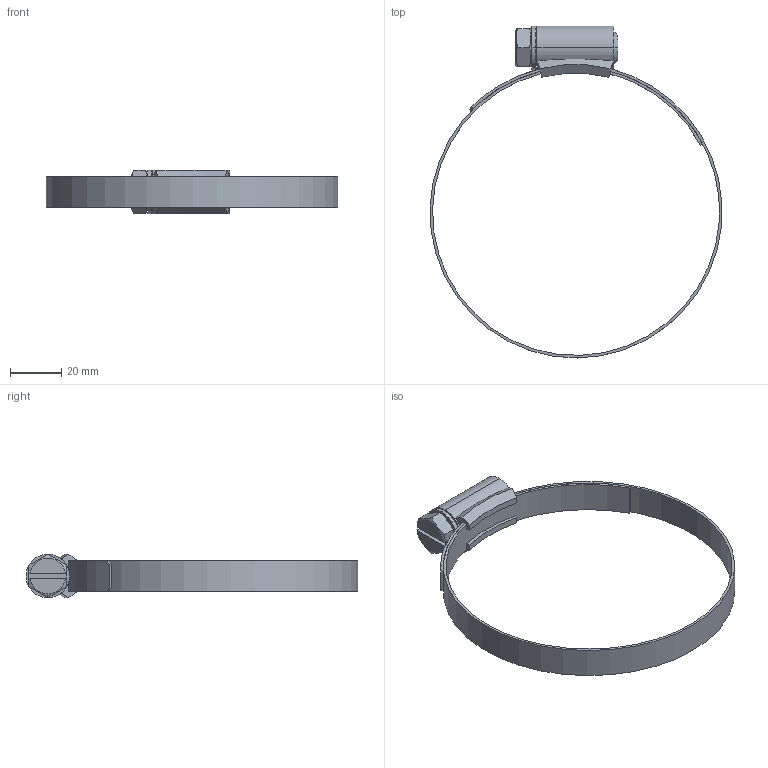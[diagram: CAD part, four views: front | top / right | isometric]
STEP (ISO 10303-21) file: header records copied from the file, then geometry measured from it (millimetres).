
FILE_DESCRIPTION (( 'STEP AP203' ), '1' );
FILE_NAME ('3D-R148_87-112_171781280.STEP', '2024-08-31T18:28:48', ( '' ), ( '' ), 'SwSTEP 2.0', 'SolidWorks 2024', '' );
FILE_SCHEMA (( 'CONFIG_CONTROL_DESIGN' ));
Length unit declared in the file: millimetre
Products named in the file (1): 3D-R148_87-112_171781280
Bounding box: 113.83 x 129.47 x 17 mm (x, y, z)
Volume: 14319.3 mm3; surface area: 15916.4 mm2
Topology: 2 solids, 2 shells, 78 faces, 205 edges, 129 vertices
Faces by surface type: plane 39, cylinder 23, cone 13, bspline 3
Entity records: 3687 total; most frequent: CARTESIAN_POINT 1797, ORIENTED_EDGE 410, DIRECTION 330, EDGE_CURVE 205, VERTEX_POINT 129, AXIS2_PLACEMENT_3D 122, EDGE_LOOP 86, LINE 86
